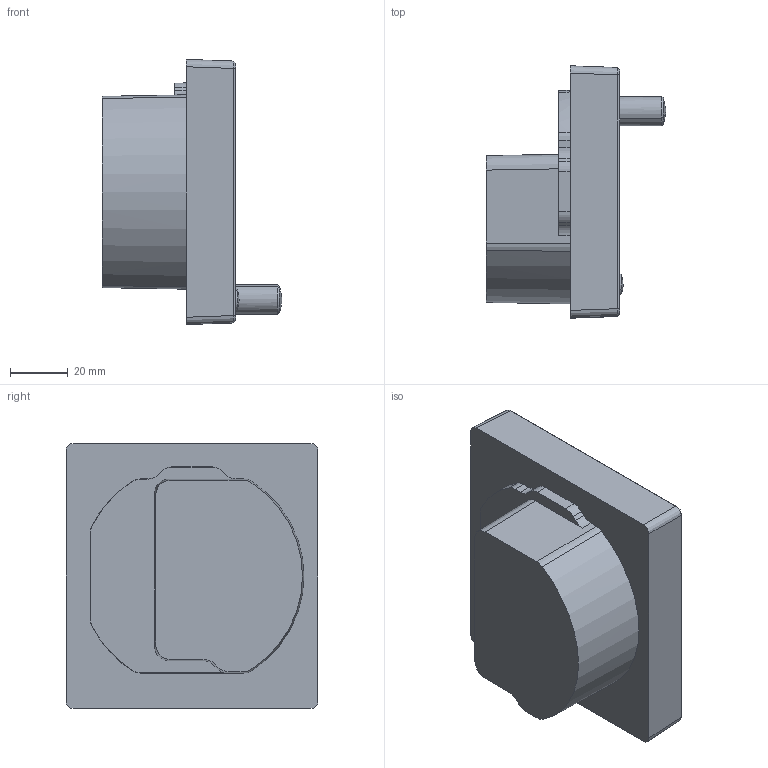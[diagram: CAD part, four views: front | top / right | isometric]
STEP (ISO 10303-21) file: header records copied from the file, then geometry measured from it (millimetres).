
FILE_DESCRIPTION(/* description */ (''),/* implementation_level */ '2;1');
FILE_NAME(/* name */ 'GARMIN~2',/* time_stamp */ '2022-01-01T14:44:48+01:00',/* author */ (''),/* organization */ (''),/* preprocessor_version */ 'ST-DEVELOPER v16.5',/* originating_system */ '',/* authorisation */ '');
FILE_SCHEMA (('CONFIG_CONTROL_DESIGN'));
Length unit declared in the file: inch
Products named in the file (1): Document
Bounding box: 62.02 x 86.87 x 91.44 mm (x, y, z)
Volume: 221477.2 mm3; surface area: 45900.6 mm2
Topology: 4 solids, 262 shells, 376 faces, 1906 edges, 1800 vertices
Faces by surface type: plane 301, cylinder 48, bspline 27
Entity records: 21443 total; most frequent: CARTESIAN_POINT 10787, ORIENTED_EDGE 2179, EDGE_CURVE 1901, B_SPLINE_CURVE_WITH_KNOTS 1824, VERTEX_POINT 1800, EDGE_LOOP 449, ADVANCED_FACE 376, FACE_OUTER_BOUND 376
